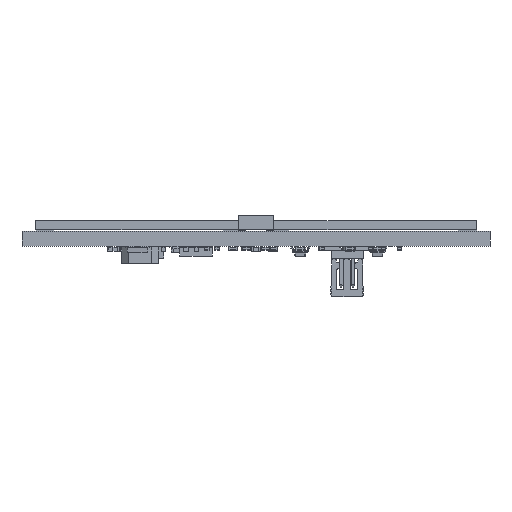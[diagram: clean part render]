
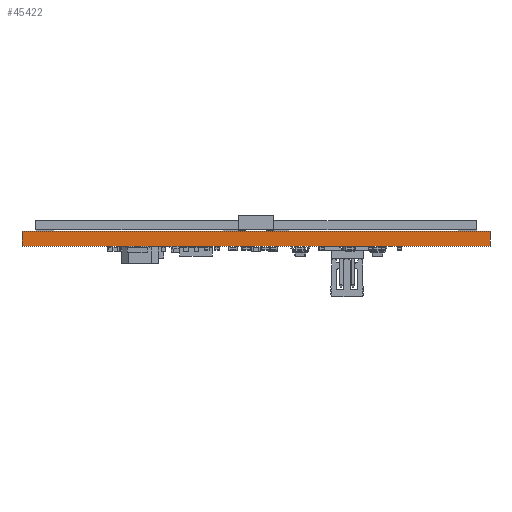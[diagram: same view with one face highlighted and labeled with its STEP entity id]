
A CAD part, front view. The second image highlights one B-rep face of the part: STEP entity #45422.
In plain terms, the highlighted planar face has unit normal (0, -1, 0).
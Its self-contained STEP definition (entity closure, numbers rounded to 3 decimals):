
#45306 = EDGE_CURVE('',#45307,#45309,#45311,.T.);
#45307 = VERTEX_POINT('',#45308);
#45308 = CARTESIAN_POINT('',(129.6,-85.2,0.));
#45309 = VERTEX_POINT('',#45310);
#45310 = CARTESIAN_POINT('',(129.6,-85.2,1.6));
#45311 = SURFACE_CURVE('',#45312,(#45316,#45328),.PCURVE_S1.);
#45312 = LINE('',#45313,#45314);
#45313 = CARTESIAN_POINT('',(129.6,-85.2,0.));
#45314 = VECTOR('',#45315,1.);
#45315 = DIRECTION('',(0.,0.,1.));
#45316 = PCURVE('',#45317,#45322);
#45317 = PLANE('',#45318);
#45318 = AXIS2_PLACEMENT_3D('',#45319,#45320,#45321);
#45319 = CARTESIAN_POINT('',(129.6,-85.2,0.));
#45320 = DIRECTION('',(-1.,0.,0.));
#45321 = DIRECTION('',(0.,1.,0.));
#45322 = DEFINITIONAL_REPRESENTATION('',(#45323),#45327);
#45323 = LINE('',#45324,#45325);
#45324 = CARTESIAN_POINT('',(0.,0.));
#45325 = VECTOR('',#45326,1.);
#45326 = DIRECTION('',(0.,-1.));
#45327 = ( GEOMETRIC_REPRESENTATION_CONTEXT(2) 
PARAMETRIC_REPRESENTATION_CONTEXT() REPRESENTATION_CONTEXT('2D SPACE',''
  ) );
#45328 = PCURVE('',#45329,#45334);
#45329 = PLANE('',#45330);
#45330 = AXIS2_PLACEMENT_3D('',#45331,#45332,#45333);
#45331 = CARTESIAN_POINT('',(79.6,-85.2,0.));
#45332 = DIRECTION('',(0.,1.,0.));
#45333 = DIRECTION('',(1.,0.,0.));
#45334 = DEFINITIONAL_REPRESENTATION('',(#45335),#45339);
#45335 = LINE('',#45336,#45337);
#45336 = CARTESIAN_POINT('',(50.,0.));
#45337 = VECTOR('',#45338,1.);
#45338 = DIRECTION('',(0.,-1.));
#45339 = ( GEOMETRIC_REPRESENTATION_CONTEXT(2) 
PARAMETRIC_REPRESENTATION_CONTEXT() REPRESENTATION_CONTEXT('2D SPACE',''
  ) );
#45357 = PLANE('',#45358);
#45358 = AXIS2_PLACEMENT_3D('',#45359,#45360,#45361);
#45359 = CARTESIAN_POINT('',(104.6,-60.2,1.6));
#45360 = DIRECTION('',(0.,0.,1.));
#45361 = DIRECTION('',(1.,0.,-0.));
#45411 = PLANE('',#45412);
#45412 = AXIS2_PLACEMENT_3D('',#45413,#45414,#45415);
#45413 = CARTESIAN_POINT('',(104.6,-60.2,0.));
#45414 = DIRECTION('',(0.,0.,1.));
#45415 = DIRECTION('',(1.,0.,-0.));
#45422 = ADVANCED_FACE('',(#45423),#45329,.F.);
#45423 = FACE_BOUND('',#45424,.F.);
#45424 = EDGE_LOOP('',(#45425,#45455,#45476,#45477));
#45425 = ORIENTED_EDGE('',*,*,#45426,.T.);
#45426 = EDGE_CURVE('',#45427,#45429,#45431,.T.);
#45427 = VERTEX_POINT('',#45428);
#45428 = CARTESIAN_POINT('',(79.6,-85.2,0.));
#45429 = VERTEX_POINT('',#45430);
#45430 = CARTESIAN_POINT('',(79.6,-85.2,1.6));
#45431 = SURFACE_CURVE('',#45432,(#45436,#45443),.PCURVE_S1.);
#45432 = LINE('',#45433,#45434);
#45433 = CARTESIAN_POINT('',(79.6,-85.2,0.));
#45434 = VECTOR('',#45435,1.);
#45435 = DIRECTION('',(0.,0.,1.));
#45436 = PCURVE('',#45329,#45437);
#45437 = DEFINITIONAL_REPRESENTATION('',(#45438),#45442);
#45438 = LINE('',#45439,#45440);
#45439 = CARTESIAN_POINT('',(0.,0.));
#45440 = VECTOR('',#45441,1.);
#45441 = DIRECTION('',(0.,-1.));
#45442 = ( GEOMETRIC_REPRESENTATION_CONTEXT(2) 
PARAMETRIC_REPRESENTATION_CONTEXT() REPRESENTATION_CONTEXT('2D SPACE',''
  ) );
#45443 = PCURVE('',#45444,#45449);
#45444 = PLANE('',#45445);
#45445 = AXIS2_PLACEMENT_3D('',#45446,#45447,#45448);
#45446 = CARTESIAN_POINT('',(79.6,-35.2,0.));
#45447 = DIRECTION('',(1.,0.,-0.));
#45448 = DIRECTION('',(0.,-1.,0.));
#45449 = DEFINITIONAL_REPRESENTATION('',(#45450),#45454);
#45450 = LINE('',#45451,#45452);
#45451 = CARTESIAN_POINT('',(50.,0.));
#45452 = VECTOR('',#45453,1.);
#45453 = DIRECTION('',(0.,-1.));
#45454 = ( GEOMETRIC_REPRESENTATION_CONTEXT(2) 
PARAMETRIC_REPRESENTATION_CONTEXT() REPRESENTATION_CONTEXT('2D SPACE',''
  ) );
#45455 = ORIENTED_EDGE('',*,*,#45456,.T.);
#45456 = EDGE_CURVE('',#45429,#45309,#45457,.T.);
#45457 = SURFACE_CURVE('',#45458,(#45462,#45469),.PCURVE_S1.);
#45458 = LINE('',#45459,#45460);
#45459 = CARTESIAN_POINT('',(79.6,-85.2,1.6));
#45460 = VECTOR('',#45461,1.);
#45461 = DIRECTION('',(1.,0.,0.));
#45462 = PCURVE('',#45329,#45463);
#45463 = DEFINITIONAL_REPRESENTATION('',(#45464),#45468);
#45464 = LINE('',#45465,#45466);
#45465 = CARTESIAN_POINT('',(0.,-1.6));
#45466 = VECTOR('',#45467,1.);
#45467 = DIRECTION('',(1.,0.));
#45468 = ( GEOMETRIC_REPRESENTATION_CONTEXT(2) 
PARAMETRIC_REPRESENTATION_CONTEXT() REPRESENTATION_CONTEXT('2D SPACE',''
  ) );
#45469 = PCURVE('',#45357,#45470);
#45470 = DEFINITIONAL_REPRESENTATION('',(#45471),#45475);
#45471 = LINE('',#45472,#45473);
#45472 = CARTESIAN_POINT('',(-25.,-25.));
#45473 = VECTOR('',#45474,1.);
#45474 = DIRECTION('',(1.,0.));
#45475 = ( GEOMETRIC_REPRESENTATION_CONTEXT(2) 
PARAMETRIC_REPRESENTATION_CONTEXT() REPRESENTATION_CONTEXT('2D SPACE',''
  ) );
#45476 = ORIENTED_EDGE('',*,*,#45306,.F.);
#45477 = ORIENTED_EDGE('',*,*,#45478,.F.);
#45478 = EDGE_CURVE('',#45427,#45307,#45479,.T.);
#45479 = SURFACE_CURVE('',#45480,(#45484,#45491),.PCURVE_S1.);
#45480 = LINE('',#45481,#45482);
#45481 = CARTESIAN_POINT('',(79.6,-85.2,0.));
#45482 = VECTOR('',#45483,1.);
#45483 = DIRECTION('',(1.,0.,0.));
#45484 = PCURVE('',#45329,#45485);
#45485 = DEFINITIONAL_REPRESENTATION('',(#45486),#45490);
#45486 = LINE('',#45487,#45488);
#45487 = CARTESIAN_POINT('',(0.,0.));
#45488 = VECTOR('',#45489,1.);
#45489 = DIRECTION('',(1.,0.));
#45490 = ( GEOMETRIC_REPRESENTATION_CONTEXT(2) 
PARAMETRIC_REPRESENTATION_CONTEXT() REPRESENTATION_CONTEXT('2D SPACE',''
  ) );
#45491 = PCURVE('',#45411,#45492);
#45492 = DEFINITIONAL_REPRESENTATION('',(#45493),#45497);
#45493 = LINE('',#45494,#45495);
#45494 = CARTESIAN_POINT('',(-25.,-25.));
#45495 = VECTOR('',#45496,1.);
#45496 = DIRECTION('',(1.,0.));
#45497 = ( GEOMETRIC_REPRESENTATION_CONTEXT(2) 
PARAMETRIC_REPRESENTATION_CONTEXT() REPRESENTATION_CONTEXT('2D SPACE',''
  ) );
